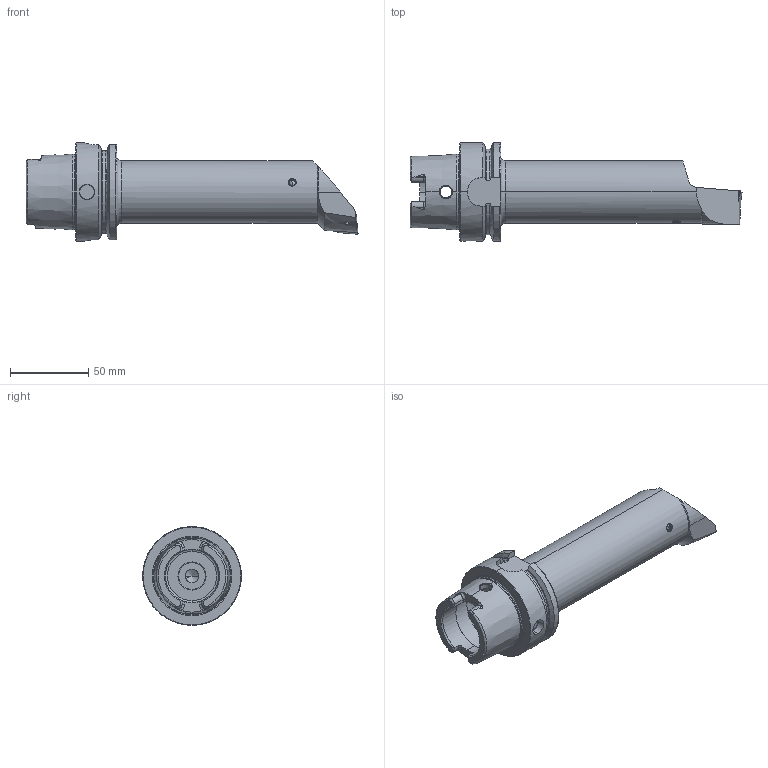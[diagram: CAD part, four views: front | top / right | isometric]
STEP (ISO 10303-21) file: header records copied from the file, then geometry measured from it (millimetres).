
FILE_DESCRIPTION (( 'STEP AP214' ), '1' );
FILE_NAME ('HA6-BCC.RLC.180.STEP', '2015-02-16T13:10:20', ( 'SWIAdmin' ), ( 'Hewlett-Packard Company' ), 'SwSTEP 2.0', 'SolidWorks 2012', '' );
FILE_SCHEMA (( 'AUTOMOTIVE_DESIGN' ));
Length unit declared in the file: millimetre
Products named in the file (5): KVT_MB_600_050; WCC-ER2.001.010_A; CCMT120404; HA6-BCC.RLC.180_B; HA6-BCC.RLC.180
Assembly tree (4 placements, depth 2):
  HA6-BCC.RLC.180
    HA6-BCC.RLC.180_B
    CCMT120404
    WCC-ER2.001.010_A
    KVT_MB_600_050
Bounding box: 211.86 x 63 x 63 mm (x, y, z)
Volume: 242712.7 mm3; surface area: 44564.7 mm2
Topology: 5 solids, 5 shells, 301 faces, 772 edges, 467 vertices
Faces by surface type: cylinder 88, cone 81, plane 75, torus 39, bspline 16, sphere 2
Entity records: 11952 total; most frequent: CARTESIAN_POINT 3649, ORIENTED_EDGE 1498, DIRECTION 1403, EDGE_CURVE 749, AXIS2_PLACEMENT_3D 561, VERTEX_POINT 464, EDGE_LOOP 319, FACE_OUTER_BOUND 301
